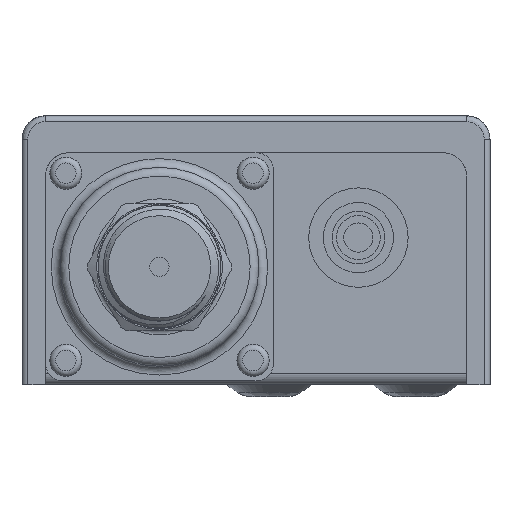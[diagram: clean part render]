
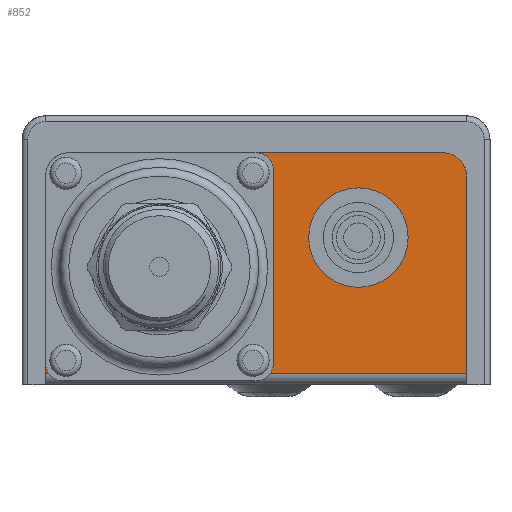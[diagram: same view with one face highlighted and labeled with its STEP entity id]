
A CAD part, front view. The second image highlights one B-rep face of the part: STEP entity #852.
In plain terms, the highlighted planar face has unit normal (0, -1, 0).
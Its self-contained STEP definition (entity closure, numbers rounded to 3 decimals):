
#189=FACE_BOUND('',#1585,.T.);
#560=CIRCLE('',#5178,8.5);
#852=ADVANCED_FACE('',(#189,#1310),#1125,.F.);
#1125=PLANE('',#5179);
#1310=FACE_OUTER_BOUND('',#1586,.T.);
#1585=EDGE_LOOP('',(#2426));
#1586=EDGE_LOOP('',(#2427,#2428,#2429,#2430));
#2426=ORIENTED_EDGE('',*,*,#3981,.F.);
#2427=ORIENTED_EDGE('',*,*,#3960,.F.);
#2428=ORIENTED_EDGE('',*,*,#3982,.T.);
#2429=ORIENTED_EDGE('',*,*,#3968,.T.);
#2430=ORIENTED_EDGE('',*,*,#3980,.T.);
#3415=VERTEX_POINT('',#8057);
#3416=VERTEX_POINT('',#8059);
#3421=VERTEX_POINT('',#8073);
#3422=VERTEX_POINT('',#8075);
#3431=VERTEX_POINT('',#8100);
#3960=EDGE_CURVE('',#3415,#3416,#4520,.T.);
#3968=EDGE_CURVE('',#3422,#3421,#4527,.T.);
#3980=EDGE_CURVE('',#3421,#3416,#4534,.T.);
#3981=EDGE_CURVE('',#3431,#3431,#560,.T.);
#3982=EDGE_CURVE('',#3415,#3422,#4535,.T.);
#4520=LINE('',#8058,#4838);
#4527=LINE('',#8074,#4845);
#4534=LINE('',#8097,#4852);
#4535=LINE('',#8101,#4853);
#4838=VECTOR('',#6005,1.);
#4845=VECTOR('',#6018,1.);
#4852=VECTOR('',#6039,1.);
#4853=VECTOR('',#6044,1.);
#5178=AXIS2_PLACEMENT_3D('',#8099,#6042,#6043);
#5179=AXIS2_PLACEMENT_3D('',#8102,#6045,#6046);
#6005=DIRECTION('',(0.,0.,1.));
#6018=DIRECTION('',(0.,0.,1.));
#6039=DIRECTION('',(-1.,0.,0.));
#6042=DIRECTION('',(0.,-1.,0.));
#6043=DIRECTION('',(0.,0.,-1.));
#6044=DIRECTION('',(1.,0.,0.));
#6045=DIRECTION('',(0.,1.,0.));
#6046=DIRECTION('',(0.,0.,1.));
#8057=CARTESIAN_POINT('',(-38.4,-28.35,2.));
#8058=CARTESIAN_POINT('',(-38.4,-28.35,46.));
#8059=CARTESIAN_POINT('',(-38.4,-28.35,42.2));
#8073=CARTESIAN_POINT('',(38.4,-28.35,42.2));
#8074=CARTESIAN_POINT('',(38.4,-28.35,46.));
#8075=CARTESIAN_POINT('',(38.4,-28.35,2.));
#8097=CARTESIAN_POINT('',(40.,-28.35,42.2));
#8099=CARTESIAN_POINT('',(17.5,-28.35,25.2));
#8100=CARTESIAN_POINT('',(17.5,-28.35,16.7));
#8101=CARTESIAN_POINT('',(37.5,-28.35,2.));
#8102=CARTESIAN_POINT('',(37.5,-28.35,0.));
